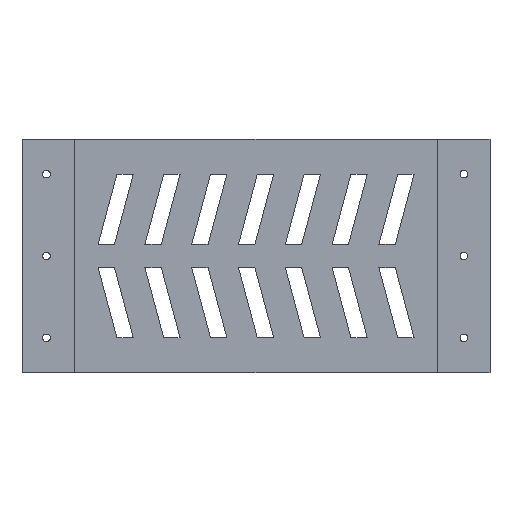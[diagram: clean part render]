
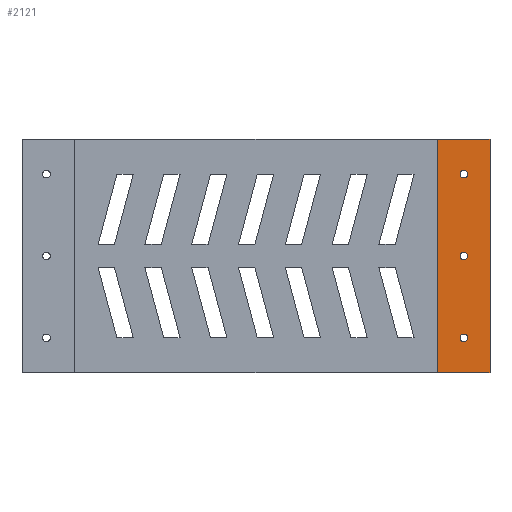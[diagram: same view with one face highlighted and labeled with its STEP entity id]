
A CAD part, top view. The second image highlights one B-rep face of the part: STEP entity #2121.
In plain terms, the highlighted planar face has unit normal (0, 0, 1).
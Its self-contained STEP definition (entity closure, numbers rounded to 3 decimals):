
#15 = LINE ( 'NONE', #2122, #62 ) ;
#62 = VECTOR ( 'NONE', #460, 1000. ) ;
#80 = VERTEX_POINT ( 'NONE', #1447 ) ;
#91 = CARTESIAN_POINT ( 'NONE',  ( 112.812, 0., -2.032 ) ) ;
#136 = EDGE_CURVE ( 'NONE', #1082, #1648, #245, .T. ) ;
#157 = ORIENTED_EDGE ( 'NONE', *, *, #901, .T. ) ;
#160 = DIRECTION ( 'NONE',  ( 0., 0., 1. ) ) ;
#165 = CARTESIAN_POINT ( 'NONE',  ( 98.425, 26.67, -2.032 ) ) ;
#187 = CARTESIAN_POINT ( 'NONE',  ( 114.895, 44.45, -2.032 ) ) ;
#202 = ORIENTED_EDGE ( 'NONE', *, *, #364, .F. ) ;
#245 = CIRCLE ( 'NONE', #1763, 2.083 ) ;
#269 = FACE_OUTER_BOUND ( 'NONE', #620, .T. ) ;
#331 = EDGE_CURVE ( 'NONE', #1648, #1082, #1992, .T. ) ;
#337 = CARTESIAN_POINT ( 'NONE',  ( 112.812, 44.45, -2.032 ) ) ;
#349 = EDGE_CURVE ( 'NONE', #1682, #2317, #2674, .T. ) ;
#364 = EDGE_CURVE ( 'NONE', #426, #753, #693, .T. ) ;
#376 = DIRECTION ( 'NONE',  ( 1., 0., 0. ) ) ;
#418 = AXIS2_PLACEMENT_3D ( 'NONE', #1461, #1036, #2248 ) ;
#426 = VERTEX_POINT ( 'NONE', #187 ) ;
#458 = AXIS2_PLACEMENT_3D ( 'NONE', #2114, #1710, #506 ) ;
#460 = DIRECTION ( 'NONE',  ( 0., -1., 0. ) ) ;
#506 = DIRECTION ( 'NONE',  ( 1., 0., 0. ) ) ;
#547 = DIRECTION ( 'NONE',  ( 1., 0., 0. ) ) ;
#561 = CARTESIAN_POINT ( 'NONE',  ( 112.812, 88.9, -2.032 ) ) ;
#567 = DIRECTION ( 'NONE',  ( 0., -1., 0. ) ) ;
#620 = EDGE_LOOP ( 'NONE', ( #157, #2295, #2246, #1655 ) ) ;
#693 = CIRCLE ( 'NONE', #1580, 2.083 ) ;
#735 = DIRECTION ( 'NONE',  ( 0., 0., 1. ) ) ;
#740 = ORIENTED_EDGE ( 'NONE', *, *, #2006, .F. ) ;
#753 = VERTEX_POINT ( 'NONE', #2145 ) ;
#787 = CIRCLE ( 'NONE', #2245, 2.083 ) ;
#803 = EDGE_LOOP ( 'NONE', ( #1512, #2637 ) ) ;
#876 = FACE_BOUND ( 'NONE', #803, .T. ) ;
#901 = EDGE_CURVE ( 'NONE', #80, #1880, #1186, .T. ) ;
#929 = DIRECTION ( 'NONE',  ( 1., 0., 0. ) ) ;
#970 = EDGE_LOOP ( 'NONE', ( #2352, #740 ) ) ;
#981 = CARTESIAN_POINT ( 'NONE',  ( 112.812, 0., -2.032 ) ) ;
#986 = CIRCLE ( 'NONE', #418, 2.083 ) ;
#1001 = EDGE_CURVE ( 'NONE', #2304, #80, #1462, .T. ) ;
#1036 = DIRECTION ( 'NONE',  ( 0., 0., 1. ) ) ;
#1082 = VERTEX_POINT ( 'NONE', #2471 ) ;
#1095 = DIRECTION ( 'NONE',  ( 1., 0., 0. ) ) ;
#1169 = DIRECTION ( 'NONE',  ( 0., 0., 1. ) ) ;
#1174 = AXIS2_PLACEMENT_3D ( 'NONE', #981, #160, #547 ) ;
#1186 = LINE ( 'NONE', #165, #1577 ) ;
#1216 = CARTESIAN_POINT ( 'NONE',  ( 110.729, 88.9, -2.032 ) ) ;
#1248 = EDGE_CURVE ( 'NONE', #2119, #1880, #1723, .T. ) ;
#1291 = FACE_BOUND ( 'NONE', #970, .T. ) ;
#1304 = DIRECTION ( 'NONE',  ( 0., 0., 1. ) ) ;
#1311 = EDGE_CURVE ( 'NONE', #2304, #2119, #15, .T. ) ;
#1331 = CARTESIAN_POINT ( 'NONE',  ( 127., -18.923, -2.032 ) ) ;
#1378 = CARTESIAN_POINT ( 'NONE',  ( 98.425, -18.923, -2.032 ) ) ;
#1430 = CARTESIAN_POINT ( 'NONE',  ( 110.729, 0., -2.032 ) ) ;
#1447 = CARTESIAN_POINT ( 'NONE',  ( 98.425, 107.823, -2.032 ) ) ;
#1461 = CARTESIAN_POINT ( 'NONE',  ( 112.812, 88.9, -2.032 ) ) ;
#1462 = LINE ( 'NONE', #2079, #2655 ) ;
#1509 = AXIS2_PLACEMENT_3D ( 'NONE', #561, #2230, #376 ) ;
#1512 = ORIENTED_EDGE ( 'NONE', *, *, #136, .F. ) ;
#1530 = PLANE ( 'NONE',  #458 ) ;
#1577 = VECTOR ( 'NONE', #567, 1000. ) ;
#1580 = AXIS2_PLACEMENT_3D ( 'NONE', #337, #1169, #2220 ) ;
#1648 = VERTEX_POINT ( 'NONE', #1430 ) ;
#1655 = ORIENTED_EDGE ( 'NONE', *, *, #1001, .T. ) ;
#1682 = VERTEX_POINT ( 'NONE', #2657 ) ;
#1710 = DIRECTION ( 'NONE',  ( 0., 0., 1. ) ) ;
#1714 = VECTOR ( 'NONE', #1879, 1000. ) ;
#1723 = LINE ( 'NONE', #2546, #1714 ) ;
#1763 = AXIS2_PLACEMENT_3D ( 'NONE', #91, #735, #929 ) ;
#1875 = EDGE_LOOP ( 'NONE', ( #202, #2279 ) ) ;
#1879 = DIRECTION ( 'NONE',  ( -1., 0., 0. ) ) ;
#1880 = VERTEX_POINT ( 'NONE', #1378 ) ;
#1992 = CIRCLE ( 'NONE', #1174, 2.083 ) ;
#2006 = EDGE_CURVE ( 'NONE', #2317, #1682, #986, .T. ) ;
#2079 = CARTESIAN_POINT ( 'NONE',  ( 0., 107.823, -2.032 ) ) ;
#2101 = CARTESIAN_POINT ( 'NONE',  ( 112.812, 44.45, -2.032 ) ) ;
#2114 = CARTESIAN_POINT ( 'NONE',  ( 112.712, 26.67, -2.032 ) ) ;
#2119 = VERTEX_POINT ( 'NONE', #1331 ) ;
#2121 = ADVANCED_FACE ( 'NONE', ( #2154, #876, #269, #1291 ), #1530, .T. ) ;
#2122 = CARTESIAN_POINT ( 'NONE',  ( 127., 26.67, -2.032 ) ) ;
#2145 = CARTESIAN_POINT ( 'NONE',  ( 110.729, 44.45, -2.032 ) ) ;
#2154 = FACE_BOUND ( 'NONE', #1875, .T. ) ;
#2220 = DIRECTION ( 'NONE',  ( 1., 0., 0. ) ) ;
#2230 = DIRECTION ( 'NONE',  ( 0., 0., 1. ) ) ;
#2245 = AXIS2_PLACEMENT_3D ( 'NONE', #2101, #1304, #1095 ) ;
#2246 = ORIENTED_EDGE ( 'NONE', *, *, #1311, .F. ) ;
#2248 = DIRECTION ( 'NONE',  ( 1., 0., 0. ) ) ;
#2277 = CARTESIAN_POINT ( 'NONE',  ( 127., 107.823, -2.032 ) ) ;
#2279 = ORIENTED_EDGE ( 'NONE', *, *, #2601, .F. ) ;
#2295 = ORIENTED_EDGE ( 'NONE', *, *, #1248, .F. ) ;
#2304 = VERTEX_POINT ( 'NONE', #2277 ) ;
#2317 = VERTEX_POINT ( 'NONE', #1216 ) ;
#2352 = ORIENTED_EDGE ( 'NONE', *, *, #349, .F. ) ;
#2471 = CARTESIAN_POINT ( 'NONE',  ( 114.895, 0., -2.032 ) ) ;
#2546 = CARTESIAN_POINT ( 'NONE',  ( 112.712, -18.923, -2.032 ) ) ;
#2601 = EDGE_CURVE ( 'NONE', #753, #426, #787, .T. ) ;
#2637 = ORIENTED_EDGE ( 'NONE', *, *, #331, .F. ) ;
#2655 = VECTOR ( 'NONE', #2665, 1000. ) ;
#2657 = CARTESIAN_POINT ( 'NONE',  ( 114.895, 88.9, -2.032 ) ) ;
#2665 = DIRECTION ( 'NONE',  ( -1., 0., 0. ) ) ;
#2674 = CIRCLE ( 'NONE', #1509, 2.083 ) ;
